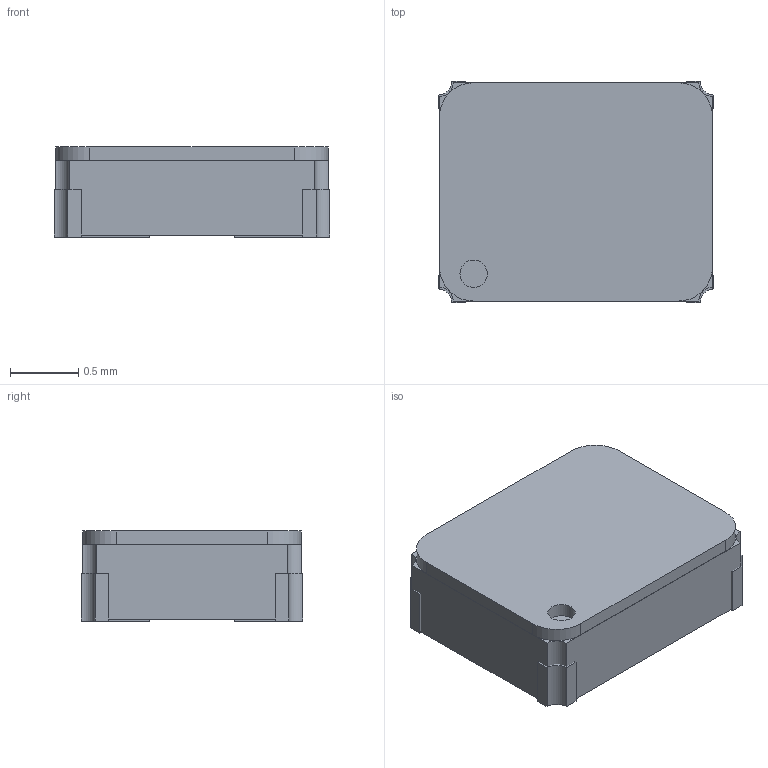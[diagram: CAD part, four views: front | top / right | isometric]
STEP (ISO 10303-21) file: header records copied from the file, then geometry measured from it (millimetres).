
FILE_DESCRIPTION(/* description */ (''),/* implementation_level */ '2;1');
FILE_NAME(/* name */ 'SM2016-4.step',/* time_stamp */ '2017-02-25T12:00:27-08:00',/* author */ (''),/* organization */ (''),/* preprocessor_version */ 'ST-DEVELOPER v16.5',/* originating_system */ 'Autodesk Translation Framework v5.2.0.2920',/* authorisation */ '');
FILE_SCHEMA (('AUTOMOTIVE_DESIGN { 1 0 10303 214 3 1 1 }'));
Length unit declared in the file: millimetre
Products named in the file (1): SM2016-4 v1
Bounding box: 2.02 x 1.62 x 0.66 mm (x, y, z)
Surface area: 22.6 mm2
Topology: 6 solids, 6 shells, 65 faces, 159 edges, 106 vertices
Faces by surface type: plane 52, cylinder 13
Full cylindrical faces by diameter (mm): 0.2 x1
Entity records: 1936 total; most frequent: CARTESIAN_POINT 330, ORIENTED_EDGE 316, DIRECTION 316, EDGE_CURVE 158, LINE 132, VECTOR 132, VERTEX_POINT 106, AXIS2_PLACEMENT_3D 92
